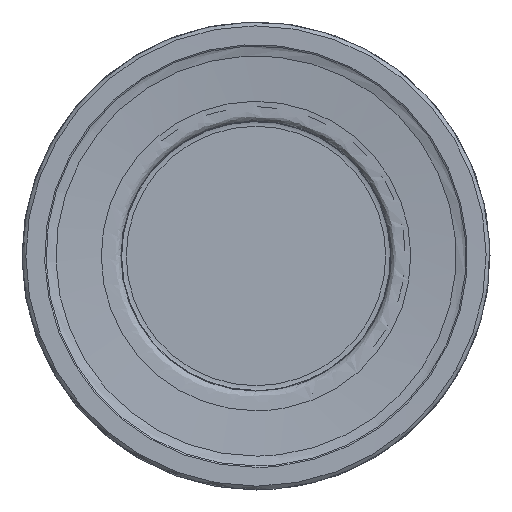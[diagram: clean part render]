
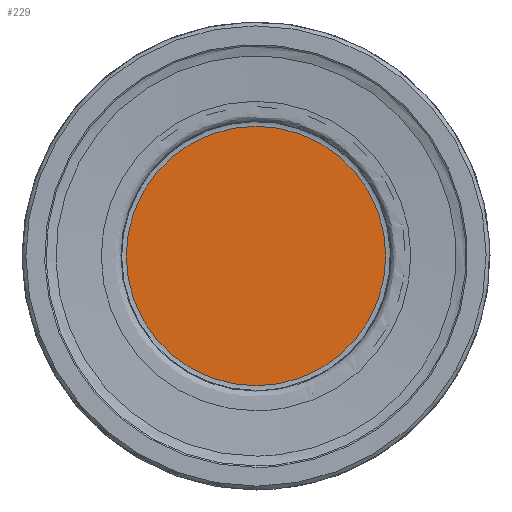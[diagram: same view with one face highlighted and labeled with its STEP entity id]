
A CAD part, left-side view. The second image highlights one B-rep face of the part: STEP entity #229.
In plain terms, the highlighted planar face has unit normal (-1, 0, 0).
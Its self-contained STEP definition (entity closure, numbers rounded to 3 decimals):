
#224=PLANE('',#548);
#226=FACE_OUTER_BOUND('',#328,.T.);
#229=ADVANCED_FACE('',(#226),#224,.F.);
#328=EDGE_LOOP('',(#390));
#390=ORIENTED_EDGE('',*,*,#482,.T.);
#451=VERTEX_POINT('',#714);
#482=EDGE_CURVE('',#451,#451,#513,.T.);
#513=CIRCLE('',#547,8.324);
#547=AXIS2_PLACEMENT_3D('',#713,#602,#603);
#548=AXIS2_PLACEMENT_3D('',#715,#604,#605);
#602=DIRECTION('',(-1.,0.,0.));
#603=DIRECTION('',(0.,-1.,0.));
#604=DIRECTION('',(1.,0.,0.));
#605=DIRECTION('',(0.,1.,0.));
#713=CARTESIAN_POINT('',(1.5,0.,0.));
#714=CARTESIAN_POINT('',(1.5,-8.324,0.));
#715=CARTESIAN_POINT('',(1.5,0.,0.));
